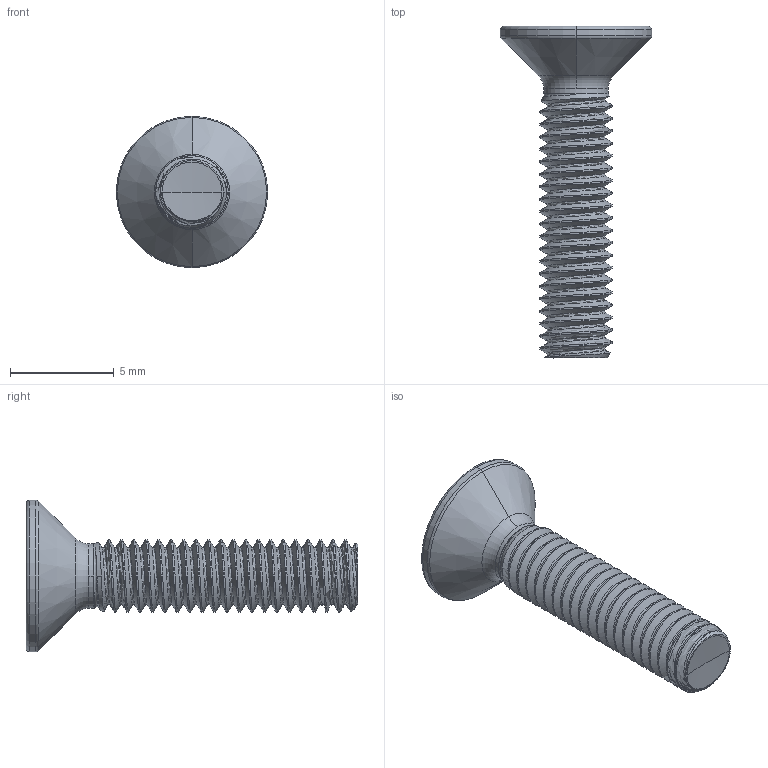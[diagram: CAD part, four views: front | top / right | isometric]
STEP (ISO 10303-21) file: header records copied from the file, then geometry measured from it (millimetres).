
FILE_DESCRIPTION (( 'STEP AP203' ), '1' );
FILE_NAME ('STM410350160.STEP', '2020-12-18T17:06:38', ( '' ), ( '' ), 'SwSTEP 2.0', 'SolidWorks 2015', '' );
FILE_SCHEMA (( 'CONFIG_CONTROL_DESIGN' ));
Length unit declared in the file: millimetre
Products named in the file (2): STM410350160
Bounding box: 7.3 x 16 x 7.3 mm (x, y, z)
Volume: 161.7 mm3; surface area: 337 mm2
Topology: 1 solids, 1 shells, 110 faces, 293 edges, 184 vertices
Faces by surface type: cylinder 64, bspline 18, cone 13, torus 11, sphere 2, plane 2
Entity records: 21112 total; most frequent: CARTESIAN_POINT 18658, ORIENTED_EDGE 582, DIRECTION 379, EDGE_CURVE 291, VERTEX_POINT 184, AXIS2_PLACEMENT_3D 152, EDGE_LOOP 111, FACE_OUTER_BOUND 110
